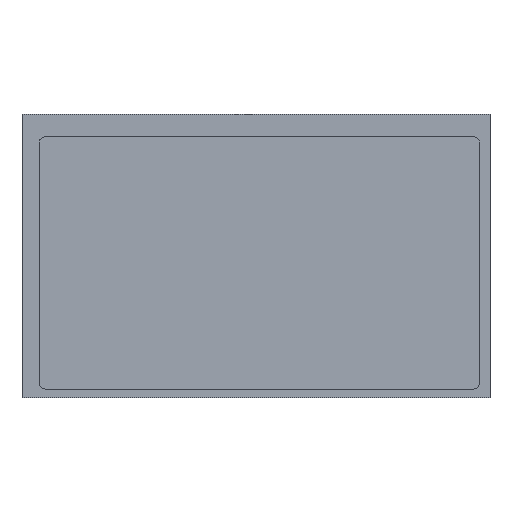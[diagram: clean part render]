
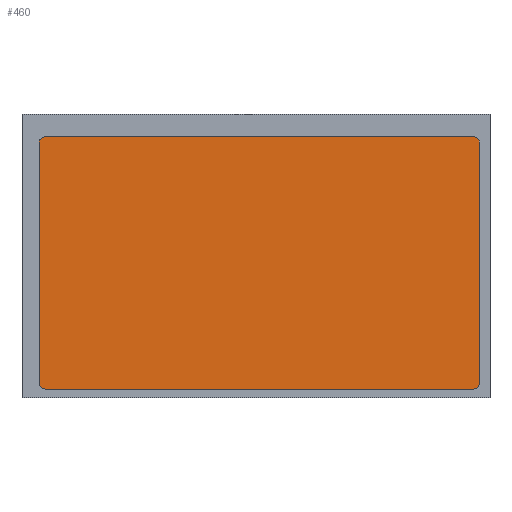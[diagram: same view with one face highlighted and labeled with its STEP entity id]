
A CAD part, top view. The second image highlights one B-rep face of the part: STEP entity #460.
In plain terms, the highlighted planar face has unit normal (0, 0, 1).
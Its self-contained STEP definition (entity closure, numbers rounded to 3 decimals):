
#51 = PLANE('',#52);
#52 = AXIS2_PLACEMENT_3D('',#53,#54,#55);
#53 = CARTESIAN_POINT('',(6.05,3.14,5.3));
#54 = DIRECTION('',(1.,0.,0.));
#55 = DIRECTION('',(0.,0.,1.));
#76 = VERTEX_POINT('',#77);
#77 = CARTESIAN_POINT('',(6.05,89.94,6.9));
#91 = CYLINDRICAL_SURFACE('',#92,2.2);
#92 = AXIS2_PLACEMENT_3D('',#93,#94,#95);
#93 = CARTESIAN_POINT('',(8.25,89.94,5.3));
#94 = DIRECTION('',(0.,0.,1.));
#95 = DIRECTION('',(-1.,-0.,0.));
#103 = EDGE_CURVE('',#104,#76,#106,.T.);
#104 = VERTEX_POINT('',#105);
#105 = CARTESIAN_POINT('',(6.05,5.34,6.9));
#106 = SURFACE_CURVE('',#107,(#111,#118),.PCURVE_S1.);
#107 = LINE('',#108,#109);
#108 = CARTESIAN_POINT('',(6.05,3.14,6.9));
#109 = VECTOR('',#110,1.);
#110 = DIRECTION('',(0.,1.,0.));
#111 = PCURVE('',#51,#112);
#112 = DEFINITIONAL_REPRESENTATION('',(#113),#117);
#113 = LINE('',#114,#115);
#114 = CARTESIAN_POINT('',(1.6,0.));
#115 = VECTOR('',#116,1.);
#116 = DIRECTION('',(0.,-1.));
#117 = ( GEOMETRIC_REPRESENTATION_CONTEXT(2) 
PARAMETRIC_REPRESENTATION_CONTEXT() REPRESENTATION_CONTEXT('2D SPACE',''
  ) );
#118 = PCURVE('',#119,#124);
#119 = PLANE('',#120);
#120 = AXIS2_PLACEMENT_3D('',#121,#122,#123);
#121 = CARTESIAN_POINT('',(6.05,3.14,6.9));
#122 = DIRECTION('',(0.,0.,1.));
#123 = DIRECTION('',(1.,0.,0.));
#124 = DEFINITIONAL_REPRESENTATION('',(#125),#129);
#125 = LINE('',#126,#127);
#126 = CARTESIAN_POINT('',(0.,0.));
#127 = VECTOR('',#128,1.);
#128 = DIRECTION('',(0.,1.));
#129 = ( GEOMETRIC_REPRESENTATION_CONTEXT(2) 
PARAMETRIC_REPRESENTATION_CONTEXT() REPRESENTATION_CONTEXT('2D SPACE',''
  ) );
#145 = CYLINDRICAL_SURFACE('',#146,2.2);
#146 = AXIS2_PLACEMENT_3D('',#147,#148,#149);
#147 = CARTESIAN_POINT('',(8.25,5.34,5.3));
#148 = DIRECTION('',(0.,0.,1.));
#149 = DIRECTION('',(-1.,-0.,0.));
#201 = PLANE('',#202);
#202 = AXIS2_PLACEMENT_3D('',#203,#204,#205);
#203 = CARTESIAN_POINT('',(6.05,3.14,5.3));
#204 = DIRECTION('',(0.,1.,0.));
#205 = DIRECTION('',(0.,0.,1.));
#234 = CYLINDRICAL_SURFACE('',#235,2.2);
#235 = AXIS2_PLACEMENT_3D('',#236,#237,#238);
#236 = CARTESIAN_POINT('',(159.35,5.34,5.3));
#237 = DIRECTION('',(0.,0.,1.));
#238 = DIRECTION('',(1.,0.,-0.));
#262 = PLANE('',#263);
#263 = AXIS2_PLACEMENT_3D('',#264,#265,#266);
#264 = CARTESIAN_POINT('',(161.55,3.14,5.3));
#265 = DIRECTION('',(1.,0.,0.));
#266 = DIRECTION('',(0.,0.,1.));
#291 = CYLINDRICAL_SURFACE('',#292,2.2);
#292 = AXIS2_PLACEMENT_3D('',#293,#294,#295);
#293 = CARTESIAN_POINT('',(159.35,89.94,5.3));
#294 = DIRECTION('',(0.,0.,1.));
#295 = DIRECTION('',(1.,0.,-0.));
#319 = PLANE('',#320);
#320 = AXIS2_PLACEMENT_3D('',#321,#322,#323);
#321 = CARTESIAN_POINT('',(6.05,92.14,5.3));
#322 = DIRECTION('',(0.,1.,0.));
#323 = DIRECTION('',(0.,0.,1.));
#362 = VERTEX_POINT('',#363);
#363 = CARTESIAN_POINT('',(8.25,3.14,6.9));
#384 = EDGE_CURVE('',#104,#362,#385,.T.);
#385 = SURFACE_CURVE('',#386,(#391,#398),.PCURVE_S1.);
#386 = CIRCLE('',#387,2.2);
#387 = AXIS2_PLACEMENT_3D('',#388,#389,#390);
#388 = CARTESIAN_POINT('',(8.25,5.34,6.9));
#389 = DIRECTION('',(0.,0.,1.));
#390 = DIRECTION('',(0.,-1.,0.));
#391 = PCURVE('',#145,#392);
#392 = DEFINITIONAL_REPRESENTATION('',(#393),#397);
#393 = LINE('',#394,#395);
#394 = CARTESIAN_POINT('',(-4.712,1.6));
#395 = VECTOR('',#396,1.);
#396 = DIRECTION('',(1.,0.));
#397 = ( GEOMETRIC_REPRESENTATION_CONTEXT(2) 
PARAMETRIC_REPRESENTATION_CONTEXT() REPRESENTATION_CONTEXT('2D SPACE',''
  ) );
#398 = PCURVE('',#119,#399);
#399 = DEFINITIONAL_REPRESENTATION('',(#400),#404);
#400 = CIRCLE('',#401,2.2);
#401 = AXIS2_PLACEMENT_2D('',#402,#403);
#402 = CARTESIAN_POINT('',(2.2,2.2));
#403 = DIRECTION('',(0.,-1.));
#404 = ( GEOMETRIC_REPRESENTATION_CONTEXT(2) 
PARAMETRIC_REPRESENTATION_CONTEXT() REPRESENTATION_CONTEXT('2D SPACE',''
  ) );
#412 = VERTEX_POINT('',#413);
#413 = CARTESIAN_POINT('',(8.25,92.14,6.9));
#434 = EDGE_CURVE('',#76,#412,#435,.T.);
#435 = SURFACE_CURVE('',#436,(#441,#448),.PCURVE_S1.);
#436 = CIRCLE('',#437,2.2);
#437 = AXIS2_PLACEMENT_3D('',#438,#439,#440);
#438 = CARTESIAN_POINT('',(8.25,89.94,6.9));
#439 = DIRECTION('',(-0.,-0.,-1.));
#440 = DIRECTION('',(0.,-1.,0.));
#441 = PCURVE('',#91,#442);
#442 = DEFINITIONAL_REPRESENTATION('',(#443),#447);
#443 = LINE('',#444,#445);
#444 = CARTESIAN_POINT('',(1.571,1.6));
#445 = VECTOR('',#446,1.);
#446 = DIRECTION('',(-1.,0.));
#447 = ( GEOMETRIC_REPRESENTATION_CONTEXT(2) 
PARAMETRIC_REPRESENTATION_CONTEXT() REPRESENTATION_CONTEXT('2D SPACE',''
  ) );
#448 = PCURVE('',#119,#449);
#449 = DEFINITIONAL_REPRESENTATION('',(#450),#458);
#450 = ( BOUNDED_CURVE() B_SPLINE_CURVE(2,(#451,#452,#453,#454,#455,#456
,#457),.UNSPECIFIED.,.T.,.F.) B_SPLINE_CURVE_WITH_KNOTS((1,2,2,2,2,1),(
    -2.094,0.,2.094,4.189,6.283,
8.378),.UNSPECIFIED.) CURVE() GEOMETRIC_REPRESENTATION_ITEM() 
RATIONAL_B_SPLINE_CURVE((1.,0.5,1.,0.5,1.,0.5,1.)) REPRESENTATION_ITEM(
  '') );
#451 = CARTESIAN_POINT('',(2.2,84.6));
#452 = CARTESIAN_POINT('',(-1.611,84.6));
#453 = CARTESIAN_POINT('',(0.295,87.9));
#454 = CARTESIAN_POINT('',(2.2,91.2));
#455 = CARTESIAN_POINT('',(4.105,87.9));
#456 = CARTESIAN_POINT('',(6.011,84.6));
#457 = CARTESIAN_POINT('',(2.2,84.6));
#458 = ( GEOMETRIC_REPRESENTATION_CONTEXT(2) 
PARAMETRIC_REPRESENTATION_CONTEXT() REPRESENTATION_CONTEXT('2D SPACE',''
  ) );
#460 = ADVANCED_FACE('',(#461),#119,.T.);
#461 = FACE_BOUND('',#462,.T.);
#462 = EDGE_LOOP('',(#463,#464,#465,#488,#516,#539,#563,#584));
#463 = ORIENTED_EDGE('',*,*,#103,.F.);
#464 = ORIENTED_EDGE('',*,*,#384,.T.);
#465 = ORIENTED_EDGE('',*,*,#466,.T.);
#466 = EDGE_CURVE('',#362,#467,#469,.T.);
#467 = VERTEX_POINT('',#468);
#468 = CARTESIAN_POINT('',(159.35,3.14,6.9));
#469 = SURFACE_CURVE('',#470,(#474,#481),.PCURVE_S1.);
#470 = LINE('',#471,#472);
#471 = CARTESIAN_POINT('',(6.05,3.14,6.9));
#472 = VECTOR('',#473,1.);
#473 = DIRECTION('',(1.,0.,0.));
#474 = PCURVE('',#119,#475);
#475 = DEFINITIONAL_REPRESENTATION('',(#476),#480);
#476 = LINE('',#477,#478);
#477 = CARTESIAN_POINT('',(0.,0.));
#478 = VECTOR('',#479,1.);
#479 = DIRECTION('',(1.,0.));
#480 = ( GEOMETRIC_REPRESENTATION_CONTEXT(2) 
PARAMETRIC_REPRESENTATION_CONTEXT() REPRESENTATION_CONTEXT('2D SPACE',''
  ) );
#481 = PCURVE('',#201,#482);
#482 = DEFINITIONAL_REPRESENTATION('',(#483),#487);
#483 = LINE('',#484,#485);
#484 = CARTESIAN_POINT('',(1.6,0.));
#485 = VECTOR('',#486,1.);
#486 = DIRECTION('',(0.,1.));
#487 = ( GEOMETRIC_REPRESENTATION_CONTEXT(2) 
PARAMETRIC_REPRESENTATION_CONTEXT() REPRESENTATION_CONTEXT('2D SPACE',''
  ) );
#488 = ORIENTED_EDGE('',*,*,#489,.F.);
#489 = EDGE_CURVE('',#490,#467,#492,.T.);
#490 = VERTEX_POINT('',#491);
#491 = CARTESIAN_POINT('',(161.55,5.34,6.9));
#492 = SURFACE_CURVE('',#493,(#498,#509),.PCURVE_S1.);
#493 = CIRCLE('',#494,2.2);
#494 = AXIS2_PLACEMENT_3D('',#495,#496,#497);
#495 = CARTESIAN_POINT('',(159.35,5.34,6.9));
#496 = DIRECTION('',(-0.,-0.,-1.));
#497 = DIRECTION('',(0.,-1.,0.));
#498 = PCURVE('',#119,#499);
#499 = DEFINITIONAL_REPRESENTATION('',(#500),#508);
#500 = ( BOUNDED_CURVE() B_SPLINE_CURVE(2,(#501,#502,#503,#504,#505,#506
,#507),.UNSPECIFIED.,.F.,.F.) B_SPLINE_CURVE_WITH_KNOTS((1,2,2,2,2,1),(
    -2.094,0.,2.094,4.189,6.283,
8.378),.UNSPECIFIED.) CURVE() GEOMETRIC_REPRESENTATION_ITEM() 
RATIONAL_B_SPLINE_CURVE((1.,0.5,1.,0.5,1.,0.5,1.)) REPRESENTATION_ITEM(
  '') );
#501 = CARTESIAN_POINT('',(153.3,0.));
#502 = CARTESIAN_POINT('',(149.489,0.));
#503 = CARTESIAN_POINT('',(151.395,3.3));
#504 = CARTESIAN_POINT('',(153.3,6.6));
#505 = CARTESIAN_POINT('',(155.205,3.3));
#506 = CARTESIAN_POINT('',(157.111,0.));
#507 = CARTESIAN_POINT('',(153.3,0.));
#508 = ( GEOMETRIC_REPRESENTATION_CONTEXT(2) 
PARAMETRIC_REPRESENTATION_CONTEXT() REPRESENTATION_CONTEXT('2D SPACE',''
  ) );
#509 = PCURVE('',#234,#510);
#510 = DEFINITIONAL_REPRESENTATION('',(#511),#515);
#511 = LINE('',#512,#513);
#512 = CARTESIAN_POINT('',(4.712,1.6));
#513 = VECTOR('',#514,1.);
#514 = DIRECTION('',(-1.,0.));
#515 = ( GEOMETRIC_REPRESENTATION_CONTEXT(2) 
PARAMETRIC_REPRESENTATION_CONTEXT() REPRESENTATION_CONTEXT('2D SPACE',''
  ) );
#516 = ORIENTED_EDGE('',*,*,#517,.T.);
#517 = EDGE_CURVE('',#490,#518,#520,.T.);
#518 = VERTEX_POINT('',#519);
#519 = CARTESIAN_POINT('',(161.55,89.94,6.9));
#520 = SURFACE_CURVE('',#521,(#525,#532),.PCURVE_S1.);
#521 = LINE('',#522,#523);
#522 = CARTESIAN_POINT('',(161.55,3.14,6.9));
#523 = VECTOR('',#524,1.);
#524 = DIRECTION('',(0.,1.,0.));
#525 = PCURVE('',#119,#526);
#526 = DEFINITIONAL_REPRESENTATION('',(#527),#531);
#527 = LINE('',#528,#529);
#528 = CARTESIAN_POINT('',(155.5,0.));
#529 = VECTOR('',#530,1.);
#530 = DIRECTION('',(0.,1.));
#531 = ( GEOMETRIC_REPRESENTATION_CONTEXT(2) 
PARAMETRIC_REPRESENTATION_CONTEXT() REPRESENTATION_CONTEXT('2D SPACE',''
  ) );
#532 = PCURVE('',#262,#533);
#533 = DEFINITIONAL_REPRESENTATION('',(#534),#538);
#534 = LINE('',#535,#536);
#535 = CARTESIAN_POINT('',(1.6,0.));
#536 = VECTOR('',#537,1.);
#537 = DIRECTION('',(0.,-1.));
#538 = ( GEOMETRIC_REPRESENTATION_CONTEXT(2) 
PARAMETRIC_REPRESENTATION_CONTEXT() REPRESENTATION_CONTEXT('2D SPACE',''
  ) );
#539 = ORIENTED_EDGE('',*,*,#540,.T.);
#540 = EDGE_CURVE('',#518,#541,#543,.T.);
#541 = VERTEX_POINT('',#542);
#542 = CARTESIAN_POINT('',(159.35,92.14,6.9));
#543 = SURFACE_CURVE('',#544,(#549,#556),.PCURVE_S1.);
#544 = CIRCLE('',#545,2.2);
#545 = AXIS2_PLACEMENT_3D('',#546,#547,#548);
#546 = CARTESIAN_POINT('',(159.35,89.94,6.9));
#547 = DIRECTION('',(0.,0.,1.));
#548 = DIRECTION('',(0.,-1.,0.));
#549 = PCURVE('',#119,#550);
#550 = DEFINITIONAL_REPRESENTATION('',(#551),#555);
#551 = CIRCLE('',#552,2.2);
#552 = AXIS2_PLACEMENT_2D('',#553,#554);
#553 = CARTESIAN_POINT('',(153.3,86.8));
#554 = DIRECTION('',(0.,-1.));
#555 = ( GEOMETRIC_REPRESENTATION_CONTEXT(2) 
PARAMETRIC_REPRESENTATION_CONTEXT() REPRESENTATION_CONTEXT('2D SPACE',''
  ) );
#556 = PCURVE('',#291,#557);
#557 = DEFINITIONAL_REPRESENTATION('',(#558),#562);
#558 = LINE('',#559,#560);
#559 = CARTESIAN_POINT('',(-1.571,1.6));
#560 = VECTOR('',#561,1.);
#561 = DIRECTION('',(1.,0.));
#562 = ( GEOMETRIC_REPRESENTATION_CONTEXT(2) 
PARAMETRIC_REPRESENTATION_CONTEXT() REPRESENTATION_CONTEXT('2D SPACE',''
  ) );
#563 = ORIENTED_EDGE('',*,*,#564,.F.);
#564 = EDGE_CURVE('',#412,#541,#565,.T.);
#565 = SURFACE_CURVE('',#566,(#570,#577),.PCURVE_S1.);
#566 = LINE('',#567,#568);
#567 = CARTESIAN_POINT('',(6.05,92.14,6.9));
#568 = VECTOR('',#569,1.);
#569 = DIRECTION('',(1.,0.,0.));
#570 = PCURVE('',#119,#571);
#571 = DEFINITIONAL_REPRESENTATION('',(#572),#576);
#572 = LINE('',#573,#574);
#573 = CARTESIAN_POINT('',(0.,89.));
#574 = VECTOR('',#575,1.);
#575 = DIRECTION('',(1.,0.));
#576 = ( GEOMETRIC_REPRESENTATION_CONTEXT(2) 
PARAMETRIC_REPRESENTATION_CONTEXT() REPRESENTATION_CONTEXT('2D SPACE',''
  ) );
#577 = PCURVE('',#319,#578);
#578 = DEFINITIONAL_REPRESENTATION('',(#579),#583);
#579 = LINE('',#580,#581);
#580 = CARTESIAN_POINT('',(1.6,0.));
#581 = VECTOR('',#582,1.);
#582 = DIRECTION('',(0.,1.));
#583 = ( GEOMETRIC_REPRESENTATION_CONTEXT(2) 
PARAMETRIC_REPRESENTATION_CONTEXT() REPRESENTATION_CONTEXT('2D SPACE',''
  ) );
#584 = ORIENTED_EDGE('',*,*,#434,.F.);
